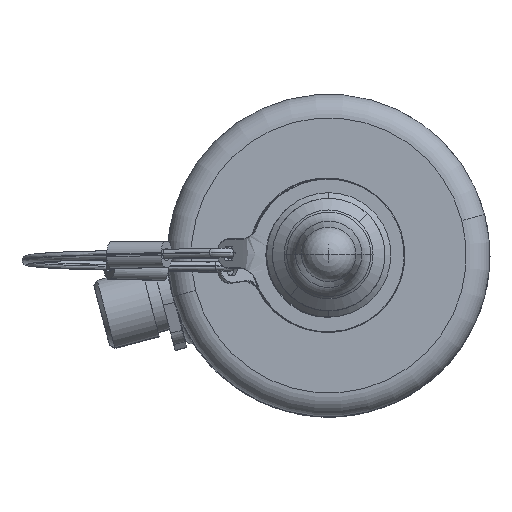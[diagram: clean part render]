
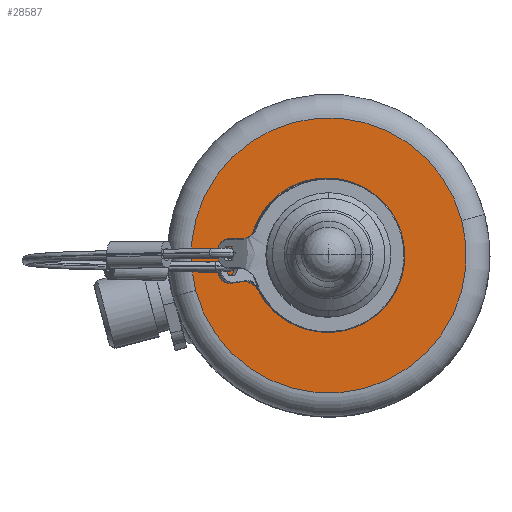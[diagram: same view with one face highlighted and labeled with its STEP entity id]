
A CAD part, top view. The second image highlights one B-rep face of the part: STEP entity #28587.
In plain terms, the highlighted face is planar.
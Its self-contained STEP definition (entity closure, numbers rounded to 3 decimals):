
#28092=CARTESIAN_POINT('',(0.,0.,0.));
#28093=DIRECTION('',(0.,-1.,0.));
#28094=DIRECTION('',(-1.,0.,0.));
#28095=AXIS2_PLACEMENT_3D('',#28092,#28093,#28094);
#28097=CARTESIAN_POINT('',(0.,0.,0.));
#28098=DIRECTION('',(0.,-1.,0.));
#28099=DIRECTION('',(1.,0.,0.));
#28100=AXIS2_PLACEMENT_3D('',#28097,#28098,#28099);
#28102=CARTESIAN_POINT('',(0.,0.,0.));
#28103=DIRECTION('',(0.,1.,0.));
#28104=DIRECTION('',(-1.,0.,0.));
#28105=AXIS2_PLACEMENT_3D('',#28102,#28103,#28104);
#28107=CARTESIAN_POINT('',(0.,0.,0.));
#28108=DIRECTION('',(0.,1.,0.));
#28109=DIRECTION('',(1.,0.,0.));
#28110=AXIS2_PLACEMENT_3D('',#28107,#28108,#28109);
#28488=CARTESIAN_POINT('',(-23.25,0.,0.));
#28489=CARTESIAN_POINT('',(23.25,0.,0.));
#28490=VERTEX_POINT('',#28488);
#28491=VERTEX_POINT('',#28489);
#28512=CARTESIAN_POINT('',(-8.,0.,0.));
#28513=CARTESIAN_POINT('',(8.,0.,0.));
#28514=VERTEX_POINT('',#28512);
#28515=VERTEX_POINT('',#28513);
#28570=CARTESIAN_POINT('',(0.,0.,0.));
#28571=DIRECTION('',(0.,1.,0.));
#28572=DIRECTION('',(1.,0.,0.));
#28573=AXIS2_PLACEMENT_3D('',#28570,#28571,#28572);
#28574=PLANE('',#28573);
#28576=ORIENTED_EDGE('',*,*,#28575,.F.);
#28578=ORIENTED_EDGE('',*,*,#28577,.F.);
#28579=EDGE_LOOP('',(#28576,#28578));
#28580=FACE_OUTER_BOUND('',#28579,.F.);
#28582=ORIENTED_EDGE('',*,*,#28581,.F.);
#28584=ORIENTED_EDGE('',*,*,#28583,.F.);
#28585=EDGE_LOOP('',(#28582,#28584));
#28586=FACE_BOUND('',#28585,.F.);
#28587=ADVANCED_FACE('',(#28580,#28586),#28574,.F.);
#28096=CIRCLE('',#28095,23.25);
#28101=CIRCLE('',#28100,23.25);
#28106=CIRCLE('',#28105,8.);
#28111=CIRCLE('',#28110,8.);
#28575=EDGE_CURVE('',#28490,#28491,#28096,.T.);
#28577=EDGE_CURVE('',#28491,#28490,#28101,.T.);
#28581=EDGE_CURVE('',#28514,#28515,#28106,.T.);
#28583=EDGE_CURVE('',#28515,#28514,#28111,.T.);
